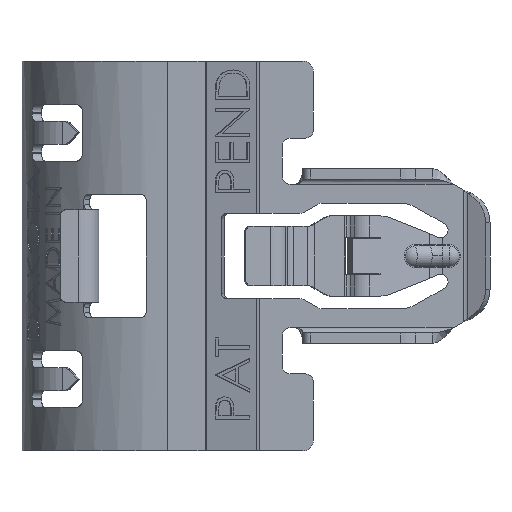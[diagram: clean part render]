
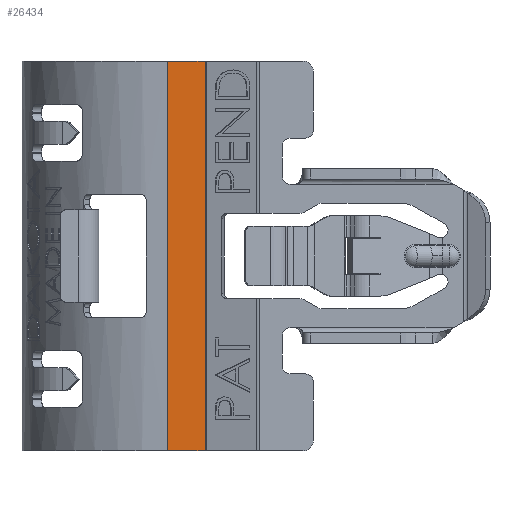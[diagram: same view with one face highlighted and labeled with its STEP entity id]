
A CAD part, left-side view. The second image highlights one B-rep face of the part: STEP entity #26434.
In plain terms, the highlighted planar face has unit normal (-1, 0, 0).
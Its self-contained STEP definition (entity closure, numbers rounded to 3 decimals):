
#199 = EDGE_CURVE ( 'NONE', #38803, #21706, #11912, .T. ) ;
#360 = LINE ( 'NONE', #38235, #19458 ) ;
#1647 = DIRECTION ( 'NONE',  ( 0., 0., 1. ) ) ;
#2737 = DIRECTION ( 'NONE',  ( 1., 0., 0. ) ) ;
#5035 = CARTESIAN_POINT ( 'NONE',  ( -14.183, -26.442, 19. ) ) ;
#6071 = DIRECTION ( 'NONE',  ( 0., 0., -1. ) ) ;
#7154 = VECTOR ( 'NONE', #38717, 1000. ) ;
#8497 = CARTESIAN_POINT ( 'NONE',  ( -14.183, -13.17, -7. ) ) ;
#11912 = LINE ( 'NONE', #5035, #17818 ) ;
#12118 = PLANE ( 'NONE',  #28831 ) ;
#12379 = CARTESIAN_POINT ( 'NONE',  ( -14.183, -16.851, 19. ) ) ;
#12557 = ORIENTED_EDGE ( 'NONE', *, *, #36045, .T. ) ;
#12752 = ORIENTED_EDGE ( 'NONE', *, *, #199, .T. ) ;
#12935 = CARTESIAN_POINT ( 'NONE',  ( -14.183, -26.442, -19. ) ) ;
#13069 = VERTEX_POINT ( 'NONE', #22989 ) ;
#13353 = CARTESIAN_POINT ( 'NONE',  ( -14.183, -16.851, -19. ) ) ;
#14110 = EDGE_LOOP ( 'NONE', ( #29139, #12557, #30478, #12752 ) ) ;
#17818 = VECTOR ( 'NONE', #39981, 1000. ) ;
#19458 = VECTOR ( 'NONE', #41147, 1000. ) ;
#20616 = EDGE_CURVE ( 'Edge12', #13069, #21706, #21636, .T. ) ;
#21468 = EDGE_CURVE ( 'NONE', #23182, #38803, #360, .T. ) ;
#21636 = LINE ( 'NONE', #8497, #24741 ) ;
#21706 = VERTEX_POINT ( 'NONE', #39472 ) ;
#21912 = FACE_OUTER_BOUND ( 'NONE', #14110, .T. ) ;
#22989 = CARTESIAN_POINT ( 'NONE',  ( -14.183, -13.17, -19. ) ) ;
#23182 = VERTEX_POINT ( 'NONE', #13353 ) ;
#24741 = VECTOR ( 'NONE', #1647, 1000. ) ;
#26434 = ADVANCED_FACE ( 'Face17', ( #21912 ), #12118, .F. ) ;
#28831 = AXIS2_PLACEMENT_3D ( 'NONE', #34567, #2737, #6071 ) ;
#29139 = ORIENTED_EDGE ( 'NONE', *, *, #20616, .F. ) ;
#30478 = ORIENTED_EDGE ( 'NONE', *, *, #21468, .T. ) ;
#34567 = CARTESIAN_POINT ( 'NONE',  ( -14.183, 60.423, -7. ) ) ;
#36045 = EDGE_CURVE ( 'NONE', #13069, #23182, #39125, .T. ) ;
#38235 = CARTESIAN_POINT ( 'NONE',  ( -14.183, -16.851, -7. ) ) ;
#38717 = DIRECTION ( 'NONE',  ( 0., -1., 0. ) ) ;
#38803 = VERTEX_POINT ( 'NONE', #12379 ) ;
#39125 = LINE ( 'NONE', #12935, #7154 ) ;
#39472 = CARTESIAN_POINT ( 'NONE',  ( -14.183, -13.17, 19. ) ) ;
#39981 = DIRECTION ( 'NONE',  ( 0., 1., 0. ) ) ;
#41147 = DIRECTION ( 'NONE',  ( 0., 0., 1. ) ) ;
